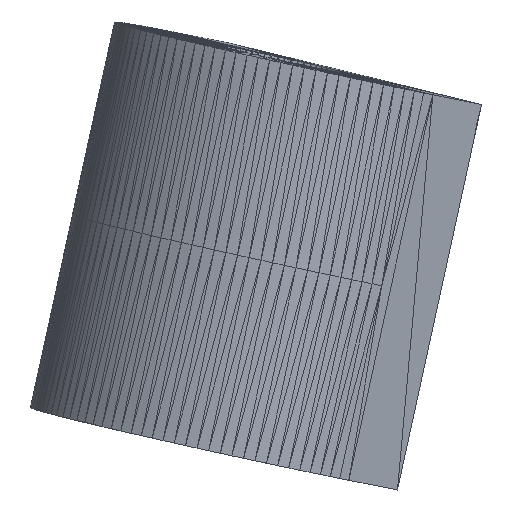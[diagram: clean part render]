
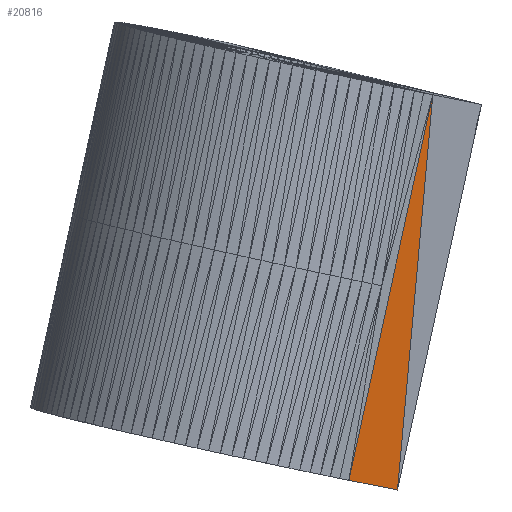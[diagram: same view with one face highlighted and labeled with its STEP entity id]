
A CAD part, front view. The second image highlights one B-rep face of the part: STEP entity #20816.
In plain terms, the highlighted face is planar.
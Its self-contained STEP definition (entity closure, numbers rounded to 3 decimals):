
#20628 = VERTEX_POINT('',#20629);
#20629 = CARTESIAN_POINT('',(-18.6,16.1,
    0.1));
#20642 = PLANE('',#20643);
#20643 = AXIS2_PLACEMENT_3D('',#20644,#20645,#20646);
#20644 = CARTESIAN_POINT('',(-18.6,14.1,
    12.1));
#20645 = DIRECTION('',(-1.,0.,0.));
#20646 = DIRECTION('',(0.,0.,-1.));
#20816 = ADVANCED_FACE('',(#20817),#20829,.F.);
#20817 = FACE_BOUND('',#20818,.T.);
#20818 = EDGE_LOOP('',(#20819,#20851,#20873));
#20819 = ORIENTED_EDGE('',*,*,#20820,.T.);
#20820 = EDGE_CURVE('',#20821,#20628,#20823,.T.);
#20821 = VERTEX_POINT('',#20822);
#20822 = CARTESIAN_POINT('',(-18.6,14.1,
    0.1));
#20823 = SURFACE_CURVE('',#20824,(#20828,#20840),.PCURVE_S1.);
#20824 = LINE('',#20825,#20826);
#20825 = CARTESIAN_POINT('',(-18.6,14.1,
    0.1));
#20826 = VECTOR('',#20827,1.);
#20827 = DIRECTION('',(0.,1.,0.));
#20828 = PCURVE('',#20829,#20834);
#20829 = PLANE('',#20830);
#20830 = AXIS2_PLACEMENT_3D('',#20831,#20832,#20833);
#20831 = CARTESIAN_POINT('',(-18.6,14.1,
    0.1));
#20832 = DIRECTION('',(-1.,0.,0.));
#20833 = DIRECTION('',(0.,0.,-1.));
#20834 = DEFINITIONAL_REPRESENTATION('',(#20835),#20839);
#20835 = LINE('',#20836,#20837);
#20836 = CARTESIAN_POINT('',(0.,-0.));
#20837 = VECTOR('',#20838,1.);
#20838 = DIRECTION('',(0.,-1.));
#20839 = ( GEOMETRIC_REPRESENTATION_CONTEXT(2) 
PARAMETRIC_REPRESENTATION_CONTEXT() REPRESENTATION_CONTEXT('2D SPACE',''
  ) );
#20840 = PCURVE('',#20841,#20846);
#20841 = PLANE('',#20842);
#20842 = AXIS2_PLACEMENT_3D('',#20843,#20844,#20845);
#20843 = CARTESIAN_POINT('',(-30.6,14.1,
    0.1));
#20844 = DIRECTION('',(0.,0.,1.));
#20845 = DIRECTION('',(1.,0.,-0.));
#20846 = DEFINITIONAL_REPRESENTATION('',(#20847),#20850);
#20847 = B_SPLINE_CURVE_WITH_KNOTS('',1,(#20848,#20849),.UNSPECIFIED.,
  .F.,.F.,(2,2),(0.,2.),.PIECEWISE_BEZIER_KNOTS.);
#20848 = CARTESIAN_POINT('',(12.,0.));
#20849 = CARTESIAN_POINT('',(12.,2.));
#20850 = ( GEOMETRIC_REPRESENTATION_CONTEXT(2) 
PARAMETRIC_REPRESENTATION_CONTEXT() REPRESENTATION_CONTEXT('2D SPACE',''
  ) );
#20851 = ORIENTED_EDGE('',*,*,#20852,.T.);
#20852 = EDGE_CURVE('',#20628,#20853,#20855,.T.);
#20853 = VERTEX_POINT('',#20854);
#20854 = CARTESIAN_POINT('',(-18.6,14.1,
    12.1));
#20855 = SURFACE_CURVE('',#20856,(#20860,#20867),.PCURVE_S1.);
#20856 = LINE('',#20857,#20858);
#20857 = CARTESIAN_POINT('',(-18.6,16.1,
    0.1));
#20858 = VECTOR('',#20859,1.);
#20859 = DIRECTION('',(0.,-0.164,0.986));
#20860 = PCURVE('',#20829,#20861);
#20861 = DEFINITIONAL_REPRESENTATION('',(#20862),#20866);
#20862 = LINE('',#20863,#20864);
#20863 = CARTESIAN_POINT('',(0.,-2.));
#20864 = VECTOR('',#20865,1.);
#20865 = DIRECTION('',(-0.986,0.164));
#20866 = ( GEOMETRIC_REPRESENTATION_CONTEXT(2) 
PARAMETRIC_REPRESENTATION_CONTEXT() REPRESENTATION_CONTEXT('2D SPACE',''
  ) );
#20867 = PCURVE('',#20642,#20868);
#20868 = DEFINITIONAL_REPRESENTATION('',(#20869),#20872);
#20869 = B_SPLINE_CURVE_WITH_KNOTS('',1,(#20870,#20871),.UNSPECIFIED.,
  .F.,.F.,(2,2),(0.,12.166),.PIECEWISE_BEZIER_KNOTS.);
#20870 = CARTESIAN_POINT('',(12.,-2.));
#20871 = CARTESIAN_POINT('',(0.,0.));
#20872 = ( GEOMETRIC_REPRESENTATION_CONTEXT(2) 
PARAMETRIC_REPRESENTATION_CONTEXT() REPRESENTATION_CONTEXT('2D SPACE',''
  ) );
#20873 = ORIENTED_EDGE('',*,*,#20874,.T.);
#20874 = EDGE_CURVE('',#20853,#20821,#20875,.T.);
#20875 = SURFACE_CURVE('',#20876,(#20880,#20887),.PCURVE_S1.);
#20876 = LINE('',#20877,#20878);
#20877 = CARTESIAN_POINT('',(-18.6,14.1,
    12.1));
#20878 = VECTOR('',#20879,1.);
#20879 = DIRECTION('',(0.,0.,-1.));
#20880 = PCURVE('',#20829,#20881);
#20881 = DEFINITIONAL_REPRESENTATION('',(#20882),#20886);
#20882 = LINE('',#20883,#20884);
#20883 = CARTESIAN_POINT('',(-12.,-0.));
#20884 = VECTOR('',#20885,1.);
#20885 = DIRECTION('',(1.,0.));
#20886 = ( GEOMETRIC_REPRESENTATION_CONTEXT(2) 
PARAMETRIC_REPRESENTATION_CONTEXT() REPRESENTATION_CONTEXT('2D SPACE',''
  ) );
#20887 = PCURVE('',#20888,#20893);
#20888 = PLANE('',#20889);
#20889 = AXIS2_PLACEMENT_3D('',#20890,#20891,#20892);
#20890 = CARTESIAN_POINT('',(-18.603,14.009,
    6.1));
#20891 = DIRECTION('',(1.,-0.03,
    0.));
#20892 = DIRECTION('',(0.03,1.,
    0.));
#20893 = DEFINITIONAL_REPRESENTATION('',(#20894),#20897);
#20894 = B_SPLINE_CURVE_WITH_KNOTS('',1,(#20895,#20896),.UNSPECIFIED.,
  .F.,.F.,(2,2),(0.,12.),.PIECEWISE_BEZIER_KNOTS.);
#20895 = CARTESIAN_POINT('',(0.091,6.));
#20896 = CARTESIAN_POINT('',(0.091,-6.));
#20897 = ( GEOMETRIC_REPRESENTATION_CONTEXT(2) 
PARAMETRIC_REPRESENTATION_CONTEXT() REPRESENTATION_CONTEXT('2D SPACE',''
  ) );
